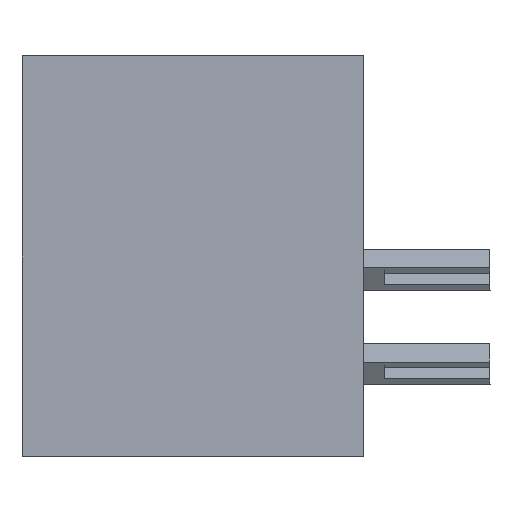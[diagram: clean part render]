
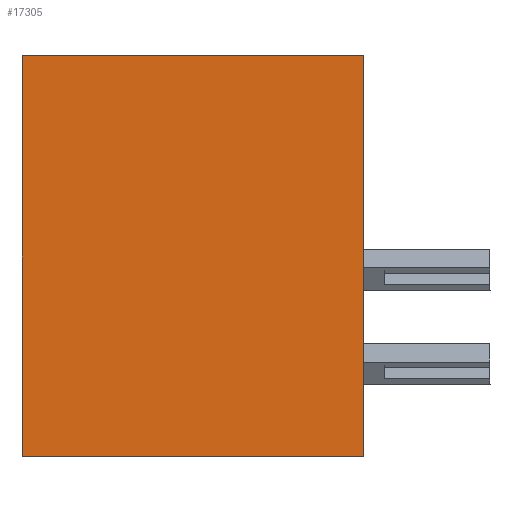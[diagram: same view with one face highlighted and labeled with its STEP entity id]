
A CAD part, left-side view. The second image highlights one B-rep face of the part: STEP entity #17305.
In plain terms, the highlighted planar face has unit normal (-1, 0, 0).
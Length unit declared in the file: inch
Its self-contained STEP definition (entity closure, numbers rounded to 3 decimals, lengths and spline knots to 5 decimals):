
#464 = VECTOR ( 'NONE', #26314, 39.37008 ) ;
#1168 = VERTEX_POINT ( 'NONE', #12067 ) ;
#1197 = CARTESIAN_POINT ( 'NONE',  ( 0., 0.453, 0. ) ) ;
#3343 = DIRECTION ( 'NONE',  ( 0., 0., -1. ) ) ;
#3383 = CARTESIAN_POINT ( 'NONE',  ( 0., 0.453, 0. ) ) ;
#3922 = AXIS2_PLACEMENT_3D ( 'NONE', #5661, #11813, #3343 ) ;
#3970 = EDGE_LOOP ( 'NONE', ( #9127, #4923, #6234, #22369 ) ) ;
#4521 = FACE_OUTER_BOUND ( 'NONE', #3970, .T. ) ;
#4923 = ORIENTED_EDGE ( 'NONE', *, *, #26516, .F. ) ;
#5661 = CARTESIAN_POINT ( 'NONE',  ( 0., 0.453, 0. ) ) ;
#6234 = ORIENTED_EDGE ( 'NONE', *, *, #7689, .F. ) ;
#6991 = VERTEX_POINT ( 'NONE', #17585 ) ;
#7208 = LINE ( 'NONE', #18723, #15834 ) ;
#7689 = EDGE_CURVE ( 'NONE', #12531, #6991, #26300, .T. ) ;
#9127 = ORIENTED_EDGE ( 'NONE', *, *, #26085, .T. ) ;
#10417 = CARTESIAN_POINT ( 'NONE',  ( 0., 0., 0. ) ) ;
#11813 = DIRECTION ( 'NONE',  ( 1., 0., 0. ) ) ;
#12067 = CARTESIAN_POINT ( 'NONE',  ( 0., 0., -0.531 ) ) ;
#12531 = VERTEX_POINT ( 'NONE', #14923 ) ;
#13946 = VECTOR ( 'NONE', #16373, 39.37008 ) ;
#14538 = LINE ( 'NONE', #1197, #464 ) ;
#14923 = CARTESIAN_POINT ( 'NONE',  ( 0., 0.453, -0.531 ) ) ;
#15408 = VECTOR ( 'NONE', #15978, 39.37008 ) ;
#15580 = PLANE ( 'NONE',  #3922 ) ;
#15834 = VECTOR ( 'NONE', #16760, 39.37008 ) ;
#15978 = DIRECTION ( 'NONE',  ( 0., 0., 1. ) ) ;
#16373 = DIRECTION ( 'NONE',  ( 0., -1., 0. ) ) ;
#16760 = DIRECTION ( 'NONE',  ( 0., 0., 1. ) ) ;
#17305 = ADVANCED_FACE ( 'NONE', ( #4521 ), #15580, .F. ) ;
#17585 = CARTESIAN_POINT ( 'NONE',  ( 0., 0.453, 0. ) ) ;
#18723 = CARTESIAN_POINT ( 'NONE',  ( 0., 0., 0. ) ) ;
#18765 = LINE ( 'NONE', #22847, #13946 ) ;
#19666 = EDGE_CURVE ( 'NONE', #12531, #1168, #18765, .T. ) ;
#20321 = VERTEX_POINT ( 'NONE', #10417 ) ;
#22369 = ORIENTED_EDGE ( 'NONE', *, *, #19666, .T. ) ;
#22847 = CARTESIAN_POINT ( 'NONE',  ( 0., 0.453, -0.531 ) ) ;
#26085 = EDGE_CURVE ( 'NONE', #1168, #20321, #7208, .T. ) ;
#26300 = LINE ( 'NONE', #3383, #15408 ) ;
#26314 = DIRECTION ( 'NONE',  ( 0., -1., 0. ) ) ;
#26516 = EDGE_CURVE ( 'NONE', #6991, #20321, #14538, .T. ) ;
